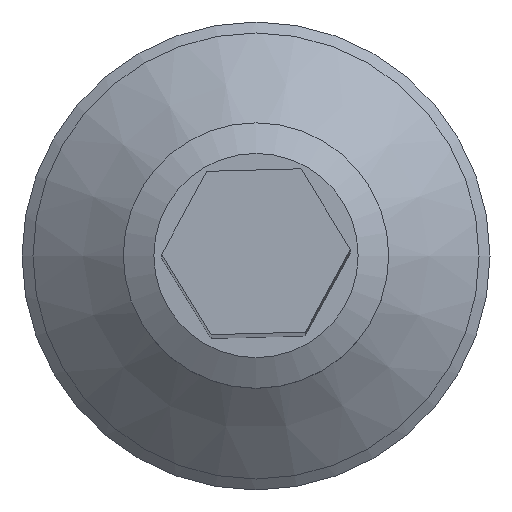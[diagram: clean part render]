
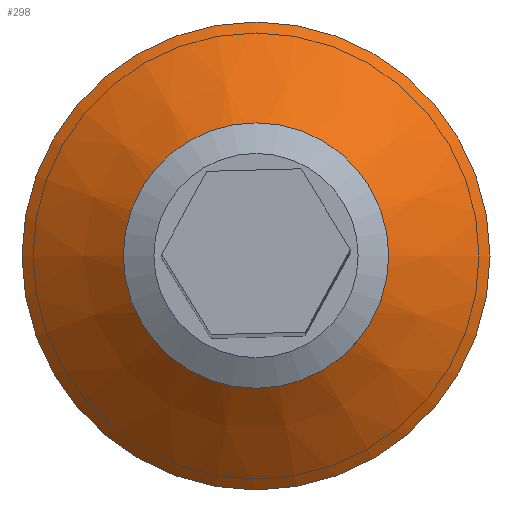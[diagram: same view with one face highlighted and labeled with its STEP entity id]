
A CAD part, top view. The second image highlights one B-rep face of the part: STEP entity #298.
In plain terms, the highlighted conical face has half-angle 50 degrees and reference radius 5.5 mm.
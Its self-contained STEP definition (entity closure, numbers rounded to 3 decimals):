
#17=CONICAL_SURFACE('',#337,5.5,0.873);
#31=CIRCLE('',#338,11.459);
#32=CIRCLE('',#339,5.5);
#58=FACE_OUTER_BOUND('',#77,.T.);
#77=EDGE_LOOP('',(#254,#255,#256,#257));
#106=LINE('',#506,#131);
#131=VECTOR('',#416,5.5);
#153=VERTEX_POINT('',#503);
#154=VERTEX_POINT('',#505);
#188=EDGE_CURVE('',#153,#153,#31,.T.);
#189=EDGE_CURVE('',#153,#154,#106,.T.);
#190=EDGE_CURVE('',#154,#154,#32,.T.);
#254=ORIENTED_EDGE('',*,*,#188,.F.);
#255=ORIENTED_EDGE('',*,*,#189,.T.);
#256=ORIENTED_EDGE('',*,*,#190,.T.);
#257=ORIENTED_EDGE('',*,*,#189,.F.);
#298=ADVANCED_FACE('',(#58),#17,.T.);
#337=AXIS2_PLACEMENT_3D('',#502,#412,#413);
#338=AXIS2_PLACEMENT_3D('',#504,#414,#415);
#339=AXIS2_PLACEMENT_3D('',#507,#417,#418);
#412=DIRECTION('center_axis',(0.,0.,-1.));
#413=DIRECTION('ref_axis',(-1.,0.,0.));
#414=DIRECTION('center_axis',(0.,0.,-1.));
#415=DIRECTION('ref_axis',(-1.,0.,0.));
#416=DIRECTION('',(-0.766,0.,0.643));
#417=DIRECTION('center_axis',(0.,0.,-1.));
#418=DIRECTION('ref_axis',(-1.,0.,0.));
#502=CARTESIAN_POINT('Origin',(0.,0.,-32.5));
#503=CARTESIAN_POINT('',(11.459,0.,-37.5));
#504=CARTESIAN_POINT('Origin',(0.,0.,-37.5));
#505=CARTESIAN_POINT('',(5.5,0.,-32.5));
#506=CARTESIAN_POINT('',(5.5,0.,-32.5));
#507=CARTESIAN_POINT('Origin',(0.,0.,-32.5));
